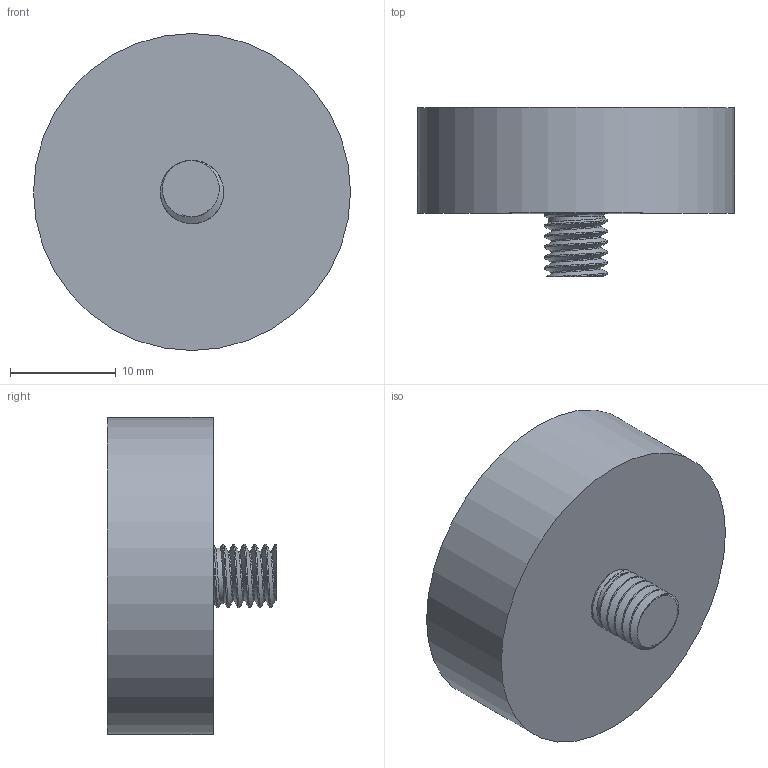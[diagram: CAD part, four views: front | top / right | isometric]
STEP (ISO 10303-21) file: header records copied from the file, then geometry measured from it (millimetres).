
FILE_DESCRIPTION(/* description */ (''),/* implementation_level */ '2;1');
FILE_NAME(/* name */ 'SL1 - Foot.step',/* time_stamp */ '2019-08-27T11:44:51+02:00',/* author */ (''),/* organization */ (''),/* preprocessor_version */ 'ST-DEVELOPER v18',/* originating_system */ 'Autodesk Translation Framework v8.6.0.1094',/* authorisation */ '');
FILE_SCHEMA (('AUTOMOTIVE_DESIGN { 1 0 10303 214 3 1 1 }'));
Length unit declared in the file: millimetre
Products named in the file (1): RUBBER_Feet
Bounding box: 30 x 16 x 30 mm (x, y, z)
Volume: 7206.1 mm3; surface area: 2526.3 mm2
Topology: 1 solids, 1 shells, 24 faces, 62 edges, 41 vertices
Faces by surface type: cylinder 17, plane 4, bspline 2, torus 1
Full cylindrical faces by diameter (mm): 4.701 x5, 5.3 x1, 6 x5, 30 x1
Entity records: 6428 total; most frequent: CARTESIAN_POINT 5870, ORIENTED_EDGE 124, DIRECTION 82, EDGE_CURVE 62, VERTEX_POINT 41, AXIS2_PLACEMENT_3D 34, EDGE_LOOP 25, FACE_OUTER_BOUND 24
